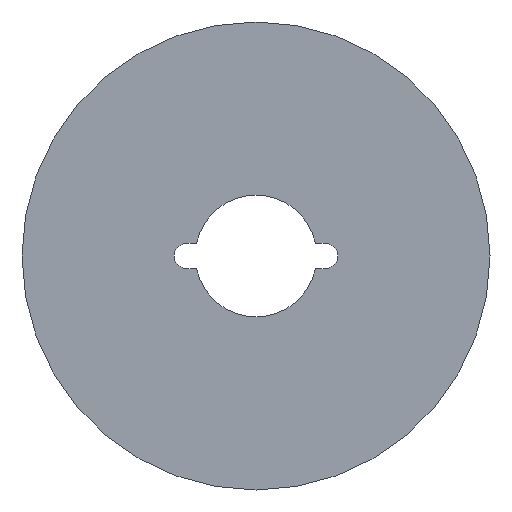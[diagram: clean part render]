
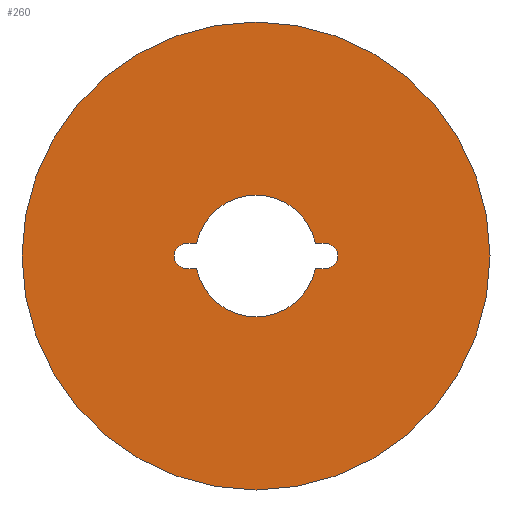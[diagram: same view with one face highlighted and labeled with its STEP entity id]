
A CAD part, front view. The second image highlights one B-rep face of the part: STEP entity #260.
In plain terms, the highlighted planar face has unit normal (0, -1, 0).
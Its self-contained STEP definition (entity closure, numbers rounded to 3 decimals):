
#7 = LINE ( 'NONE', #160, #424 ) ;
#10 = EDGE_CURVE ( 'NONE', #349, #180, #325, .T. ) ;
#18 = VERTEX_POINT ( 'NONE', #368 ) ;
#30 = VECTOR ( 'NONE', #126, 1000. ) ;
#37 = DIRECTION ( 'NONE',  ( -1., 0., 0. ) ) ;
#38 = EDGE_LOOP ( 'NONE', ( #373, #320, #148, #171, #281, #107, #178, #166, #60 ) ) ;
#39 = CIRCLE ( 'NONE', #105, 3.25 ) ;
#44 = CARTESIAN_POINT ( 'NONE',  ( 3.698, -2.5, 0. ) ) ;
#45 = EDGE_CURVE ( 'NONE', #244, #405, #391, .T. ) ;
#59 = DIRECTION ( 'NONE',  ( 0., 1., 0. ) ) ;
#60 = ORIENTED_EDGE ( 'NONE', *, *, #238, .T. ) ;
#61 = FACE_OUTER_BOUND ( 'NONE', #327, .T. ) ;
#64 = DIRECTION ( 'NONE',  ( 0., 0., 1. ) ) ;
#66 = CIRCLE ( 'NONE', #415, 12.5 ) ;
#70 = DIRECTION ( 'NONE',  ( 0., 0., 1. ) ) ;
#72 = VECTOR ( 'NONE', #37, 1000. ) ;
#84 = DIRECTION ( 'NONE',  ( 1., 0., 0. ) ) ;
#87 = CIRCLE ( 'NONE', #145, 0.671 ) ;
#89 = FACE_BOUND ( 'NONE', #38, .T. ) ;
#93 = DIRECTION ( 'NONE',  ( 0., 1., 0. ) ) ;
#105 = AXIS2_PLACEMENT_3D ( 'NONE', #131, #93, #164 ) ;
#107 = ORIENTED_EDGE ( 'NONE', *, *, #186, .T. ) ;
#117 = EDGE_CURVE ( 'NONE', #471, #176, #87, .T. ) ;
#122 = VECTOR ( 'NONE', #444, 1000. ) ;
#126 = DIRECTION ( 'NONE',  ( -1., 0., 0. ) ) ;
#131 = CARTESIAN_POINT ( 'NONE',  ( 0., -2.5, 0. ) ) ;
#137 = LINE ( 'NONE', #258, #122 ) ;
#140 = CARTESIAN_POINT ( 'NONE',  ( -3.18, -2.5, -0.671 ) ) ;
#145 = AXIS2_PLACEMENT_3D ( 'NONE', #44, #199, #193 ) ;
#148 = ORIENTED_EDGE ( 'NONE', *, *, #380, .T. ) ;
#154 = VERTEX_POINT ( 'NONE', #413 ) ;
#160 = CARTESIAN_POINT ( 'NONE',  ( 3.18, -2.5, 0.671 ) ) ;
#164 = DIRECTION ( 'NONE',  ( 0., 0., 1. ) ) ;
#166 = ORIENTED_EDGE ( 'NONE', *, *, #428, .T. ) ;
#168 = CARTESIAN_POINT ( 'NONE',  ( 0., -2.5, 0. ) ) ;
#171 = ORIENTED_EDGE ( 'NONE', *, *, #10, .T. ) ;
#176 = VERTEX_POINT ( 'NONE', #272 ) ;
#178 = ORIENTED_EDGE ( 'NONE', *, *, #117, .T. ) ;
#180 = VERTEX_POINT ( 'NONE', #233 ) ;
#186 = EDGE_CURVE ( 'NONE', #207, #471, #7, .T. ) ;
#193 = DIRECTION ( 'NONE',  ( 0., 0., 1. ) ) ;
#198 = EDGE_CURVE ( 'NONE', #355, #244, #306, .T. ) ;
#199 = DIRECTION ( 'NONE',  ( 0., 1., 0. ) ) ;
#200 = CARTESIAN_POINT ( 'NONE',  ( -3.698, -2.5, -0.671 ) ) ;
#206 = CARTESIAN_POINT ( 'NONE',  ( 0., -2.5, 0. ) ) ;
#207 = VERTEX_POINT ( 'NONE', #422 ) ;
#209 = CARTESIAN_POINT ( 'NONE',  ( 0., -2.5, 0. ) ) ;
#210 = DIRECTION ( 'NONE',  ( 0., 0., 1. ) ) ;
#215 = CARTESIAN_POINT ( 'NONE',  ( 0., -2.5, 0. ) ) ;
#216 = CARTESIAN_POINT ( 'NONE',  ( 3.18, -2.5, -0.671 ) ) ;
#219 = CIRCLE ( 'NONE', #273, 3.25 ) ;
#222 = CARTESIAN_POINT ( 'NONE',  ( -3.698, -2.5, 0.671 ) ) ;
#233 = CARTESIAN_POINT ( 'NONE',  ( 0., -2.5, 3.25 ) ) ;
#238 = EDGE_CURVE ( 'NONE', #291, #355, #219, .T. ) ;
#244 = VERTEX_POINT ( 'NONE', #200 ) ;
#247 = DIRECTION ( 'NONE',  ( 0., 0., 1. ) ) ;
#250 = AXIS2_PLACEMENT_3D ( 'NONE', #206, #386, #247 ) ;
#253 = EDGE_CURVE ( 'NONE', #18, #154, #66, .T. ) ;
#258 = CARTESIAN_POINT ( 'NONE',  ( -3.698, -2.5, 0.671 ) ) ;
#260 = ADVANCED_FACE ( 'NONE', ( #89, #61 ), #309, .F. ) ;
#268 = DIRECTION ( 'NONE',  ( 0., 1., 0. ) ) ;
#271 = DIRECTION ( 'NONE',  ( 0., 0., 1. ) ) ;
#272 = CARTESIAN_POINT ( 'NONE',  ( 3.698, -2.5, -0.671 ) ) ;
#273 = AXIS2_PLACEMENT_3D ( 'NONE', #473, #59, #426 ) ;
#275 = CARTESIAN_POINT ( 'NONE',  ( -3.18, -2.5, 0.671 ) ) ;
#281 = ORIENTED_EDGE ( 'NONE', *, *, #343, .T. ) ;
#282 = CARTESIAN_POINT ( 'NONE',  ( 3.18, -2.5, -0.671 ) ) ;
#291 = VERTEX_POINT ( 'NONE', #282 ) ;
#301 = CARTESIAN_POINT ( 'NONE',  ( -3.698, -2.5, 0. ) ) ;
#304 = AXIS2_PLACEMENT_3D ( 'NONE', #215, #362, #70 ) ;
#306 = LINE ( 'NONE', #462, #30 ) ;
#309 = PLANE ( 'NONE',  #334 ) ;
#317 = DIRECTION ( 'NONE',  ( 0., 1., 0. ) ) ;
#320 = ORIENTED_EDGE ( 'NONE', *, *, #45, .T. ) ;
#325 = CIRCLE ( 'NONE', #304, 3.25 ) ;
#327 = EDGE_LOOP ( 'NONE', ( #357, #445 ) ) ;
#334 = AXIS2_PLACEMENT_3D ( 'NONE', #209, #317, #210 ) ;
#337 = EDGE_CURVE ( 'NONE', #154, #18, #465, .T. ) ;
#343 = EDGE_CURVE ( 'NONE', #180, #207, #39, .T. ) ;
#349 = VERTEX_POINT ( 'NONE', #275 ) ;
#354 = DIRECTION ( 'NONE',  ( 0., 1., 0. ) ) ;
#355 = VERTEX_POINT ( 'NONE', #140 ) ;
#357 = ORIENTED_EDGE ( 'NONE', *, *, #253, .F. ) ;
#362 = DIRECTION ( 'NONE',  ( 0., 1., 0. ) ) ;
#368 = CARTESIAN_POINT ( 'NONE',  ( 0., -2.5, 12.5 ) ) ;
#373 = ORIENTED_EDGE ( 'NONE', *, *, #198, .T. ) ;
#380 = EDGE_CURVE ( 'NONE', #405, #349, #137, .T. ) ;
#386 = DIRECTION ( 'NONE',  ( 0., 1., 0. ) ) ;
#391 = CIRCLE ( 'NONE', #432, 0.671 ) ;
#405 = VERTEX_POINT ( 'NONE', #222 ) ;
#406 = LINE ( 'NONE', #216, #72 ) ;
#413 = CARTESIAN_POINT ( 'NONE',  ( 0., -2.5, -12.5 ) ) ;
#415 = AXIS2_PLACEMENT_3D ( 'NONE', #168, #354, #64 ) ;
#422 = CARTESIAN_POINT ( 'NONE',  ( 3.18, -2.5, 0.671 ) ) ;
#424 = VECTOR ( 'NONE', #84, 1000. ) ;
#426 = DIRECTION ( 'NONE',  ( 0., 0., 1. ) ) ;
#428 = EDGE_CURVE ( 'NONE', #176, #291, #406, .T. ) ;
#432 = AXIS2_PLACEMENT_3D ( 'NONE', #301, #268, #271 ) ;
#444 = DIRECTION ( 'NONE',  ( 1., 0., 0. ) ) ;
#445 = ORIENTED_EDGE ( 'NONE', *, *, #337, .F. ) ;
#462 = CARTESIAN_POINT ( 'NONE',  ( -3.698, -2.5, -0.671 ) ) ;
#465 = CIRCLE ( 'NONE', #250, 12.5 ) ;
#471 = VERTEX_POINT ( 'NONE', #475 ) ;
#473 = CARTESIAN_POINT ( 'NONE',  ( 0., -2.5, 0. ) ) ;
#475 = CARTESIAN_POINT ( 'NONE',  ( 3.698, -2.5, 0.671 ) ) ;
